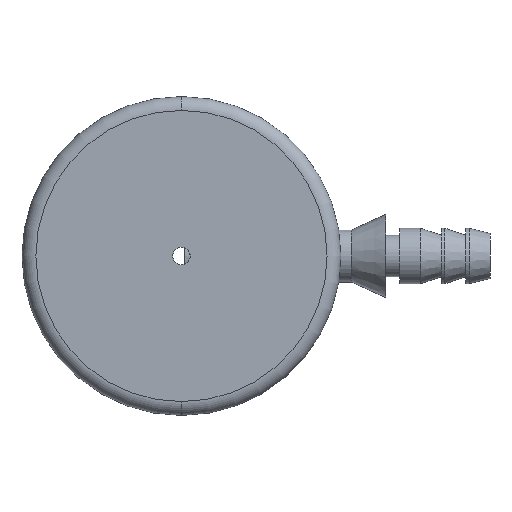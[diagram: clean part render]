
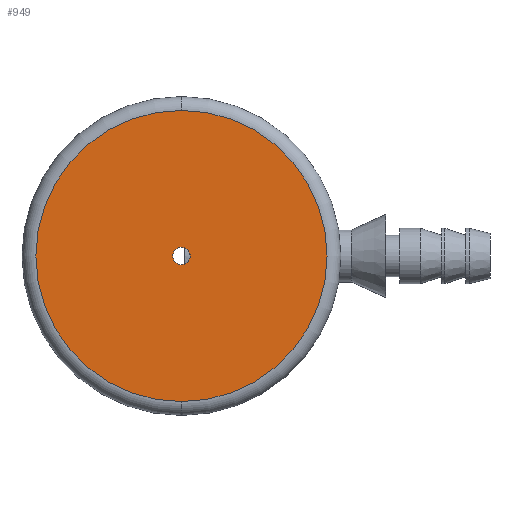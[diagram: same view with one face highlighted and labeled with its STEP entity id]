
A CAD part, front view. The second image highlights one B-rep face of the part: STEP entity #949.
In plain terms, the highlighted planar face has unit normal (0, -1, 0).
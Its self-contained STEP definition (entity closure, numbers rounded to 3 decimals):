
#29 = DIRECTION ( 'NONE',  ( 0., -1., 0. ) ) ;
#67 = PLANE ( 'NONE',  #112 ) ;
#93 = VERTEX_POINT ( 'NONE', #494 ) ;
#112 = AXIS2_PLACEMENT_3D ( 'NONE', #398, #691, #1453 ) ;
#164 = DIRECTION ( 'NONE',  ( 0., 0., -1. ) ) ;
#232 = VERTEX_POINT ( 'NONE', #310 ) ;
#245 = FACE_OUTER_BOUND ( 'NONE', #1117, .T. ) ;
#285 = AXIS2_PLACEMENT_3D ( 'NONE', #957, #1586, #164 ) ;
#289 = EDGE_CURVE ( 'NONE', #1922, #655, #1489, .T. ) ;
#310 = CARTESIAN_POINT ( 'NONE',  ( 0., 0., 1.25 ) ) ;
#352 = EDGE_CURVE ( 'NONE', #655, #1922, #654, .T. ) ;
#398 = CARTESIAN_POINT ( 'NONE',  ( 1.25, 0., 0. ) ) ;
#494 = CARTESIAN_POINT ( 'NONE',  ( 0., 0., -1.25 ) ) ;
#606 = CIRCLE ( 'NONE', #1394, 1.25 ) ;
#654 = CIRCLE ( 'NONE', #285, 21. ) ;
#655 = VERTEX_POINT ( 'NONE', #1890 ) ;
#691 = DIRECTION ( 'NONE',  ( 0., -1., 0. ) ) ;
#758 = DIRECTION ( 'NONE',  ( 0., -1., 0. ) ) ;
#773 = AXIS2_PLACEMENT_3D ( 'NONE', #1393, #29, #937 ) ;
#799 = AXIS2_PLACEMENT_3D ( 'NONE', #892, #758, #1982 ) ;
#892 = CARTESIAN_POINT ( 'NONE',  ( 0., 0., 0. ) ) ;
#937 = DIRECTION ( 'NONE',  ( 0., 0., -1. ) ) ;
#949 = ADVANCED_FACE ( 'NONE', ( #245, #1310 ), #67, .T. ) ;
#957 = CARTESIAN_POINT ( 'NONE',  ( 0., 0., 0. ) ) ;
#1076 = EDGE_CURVE ( 'NONE', #232, #93, #1674, .T. ) ;
#1117 = EDGE_LOOP ( 'NONE', ( #1594, #1881 ) ) ;
#1183 = DIRECTION ( 'NONE',  ( 0., -1., 0. ) ) ;
#1310 = FACE_BOUND ( 'NONE', #1317, .T. ) ;
#1317 = EDGE_LOOP ( 'NONE', ( #1581, #1789 ) ) ;
#1393 = CARTESIAN_POINT ( 'NONE',  ( 0., 0., 0. ) ) ;
#1394 = AXIS2_PLACEMENT_3D ( 'NONE', #1479, #1183, #1758 ) ;
#1453 = DIRECTION ( 'NONE',  ( 0., 0., -1. ) ) ;
#1479 = CARTESIAN_POINT ( 'NONE',  ( 0., 0., 0. ) ) ;
#1489 = CIRCLE ( 'NONE', #773, 21. ) ;
#1491 = EDGE_CURVE ( 'NONE', #93, #232, #606, .T. ) ;
#1556 = CARTESIAN_POINT ( 'NONE',  ( 0., 0., 21. ) ) ;
#1581 = ORIENTED_EDGE ( 'NONE', *, *, #1491, .F. ) ;
#1586 = DIRECTION ( 'NONE',  ( 0., -1., 0. ) ) ;
#1594 = ORIENTED_EDGE ( 'NONE', *, *, #352, .T. ) ;
#1674 = CIRCLE ( 'NONE', #799, 1.25 ) ;
#1758 = DIRECTION ( 'NONE',  ( 0., 0., -1. ) ) ;
#1789 = ORIENTED_EDGE ( 'NONE', *, *, #1076, .F. ) ;
#1881 = ORIENTED_EDGE ( 'NONE', *, *, #289, .T. ) ;
#1890 = CARTESIAN_POINT ( 'NONE',  ( 0., 0., -21. ) ) ;
#1922 = VERTEX_POINT ( 'NONE', #1556 ) ;
#1982 = DIRECTION ( 'NONE',  ( 0., 0., -1. ) ) ;
